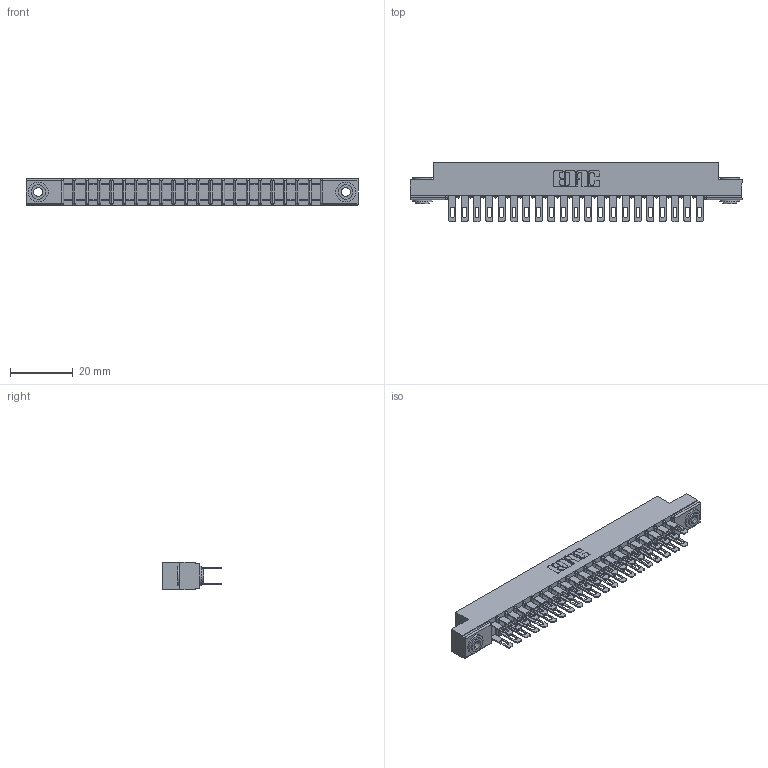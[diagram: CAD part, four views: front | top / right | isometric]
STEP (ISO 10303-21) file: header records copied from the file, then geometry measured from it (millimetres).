
FILE_DESCRIPTION (( 'STEP AP203' ), '1' );
FILE_NAME ('357-042-400-203.STEP', '2020-10-03T21:45:10', ( '' ), ( '' ), 'SwSTEP 2.0', 'SolidWorks 2020', '' );
FILE_SCHEMA (( 'CONFIG_CONTROL_DESIGN' ));
Length unit declared in the file: inch
Products named in the file (4): 307-290-001_500; 307 Part_.156 Dia Mounting Holes; 357-042-400-203; 345-250-002_345-250-002-102
Assembly tree (45 placements, depth 2):
  357-042-400-203
    307 Part_.156 Dia Mounting Holes
    307-290-001_500  x42
    345-250-002_345-250-002-102  x2
Bounding box: 106.22 x 19.18 x 8.71 mm (x, y, z)
Volume: 7069.9 mm3; surface area: 13349.8 mm2
Topology: 45 solids, 45 shells, 2124 faces, 5895 edges, 3810 vertices
Faces by surface type: plane 1354, cylinder 718, sphere 44, cone 8
Entity records: 22303 total; most frequent: CARTESIAN_POINT 3634, ORIENTED_EDGE 3590, DIRECTION 3585, EDGE_CURVE 1795, LINE 1359, VECTOR 1359, VERTEX_POINT 1162, AXIS2_PLACEMENT_3D 1113
